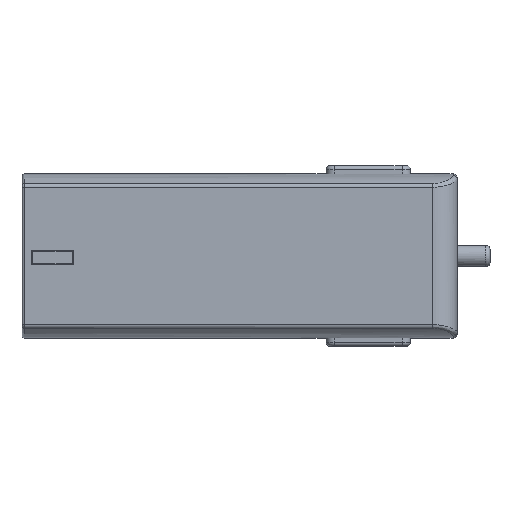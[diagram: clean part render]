
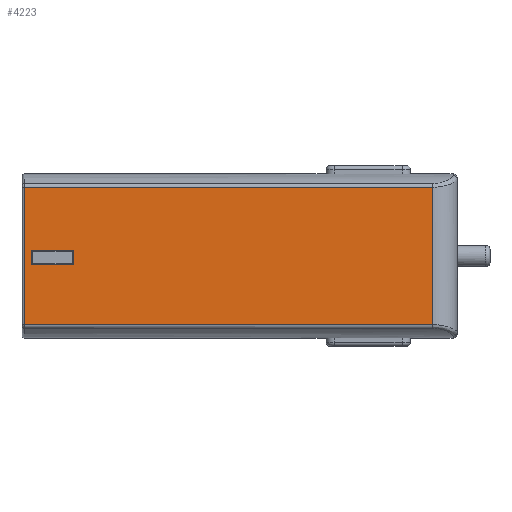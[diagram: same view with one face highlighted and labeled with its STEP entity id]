
A CAD part, top view. The second image highlights one B-rep face of the part: STEP entity #4223.
In plain terms, the highlighted planar face has unit normal (0, 0, 1).
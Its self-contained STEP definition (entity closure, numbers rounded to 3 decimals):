
#3444=CARTESIAN_POINT('Vertex',(0.3,8.367,5.)) ;
#3468=CARTESIAN_POINT('Vertex',(0.3,-8.367,5.)) ;
#3471=CARTESIAN_POINT('Line Origine',(0.3,0.,5.)) ;
#3540=CARTESIAN_POINT('Line Origine',(26.518,8.367,5.)) ;
#3544=CARTESIAN_POINT('Vertex',(50.,8.367,5.)) ;
#3714=CARTESIAN_POINT('Line Origine',(50.,0.,5.)) ;
#3718=CARTESIAN_POINT('Vertex',(50.,-8.367,5.)) ;
#3830=CARTESIAN_POINT('Line Origine',(26.518,-8.367,5.)) ;
#4178=CARTESIAN_POINT('Axis2P3D Location',(0.,-8.66,5.)) ;
#4189=CARTESIAN_POINT('Line Origine',(6.268,-0.23,5.)) ;
#4193=CARTESIAN_POINT('Vertex',(6.268,-1.089,5.)) ;
#4195=CARTESIAN_POINT('Vertex',(6.268,0.628,5.)) ;
#4198=CARTESIAN_POINT('Line Origine',(3.709,-1.089,5.)) ;
#4202=CARTESIAN_POINT('Vertex',(1.151,-1.089,5.)) ;
#4205=CARTESIAN_POINT('Line Origine',(1.151,-0.23,5.)) ;
#4209=CARTESIAN_POINT('Vertex',(1.151,0.628,5.)) ;
#4212=CARTESIAN_POINT('Line Origine',(3.709,0.628,5.)) ;
#3472=DIRECTION('Vector Direction',(0.,1.,0.)) ;
#3541=DIRECTION('Vector Direction',(1.,0.,0.)) ;
#3715=DIRECTION('Vector Direction',(0.,1.,0.)) ;
#3831=DIRECTION('Vector Direction',(-1.,0.,0.)) ;
#4179=DIRECTION('Axis2P3D Direction',(0.,0.,-1.)) ;
#4180=DIRECTION('Axis2P3D XDirection',(0.,1.,0.)) ;
#4190=DIRECTION('Vector Direction',(0.,1.,0.)) ;
#4199=DIRECTION('Vector Direction',(-1.,0.,0.)) ;
#4206=DIRECTION('Vector Direction',(0.,-1.,0.)) ;
#4213=DIRECTION('Vector Direction',(1.,0.,0.)) ;
#4181=AXIS2_PLACEMENT_3D('Plane Axis2P3D',#4178,#4179,#4180) ;
#4184=ORIENTED_EDGE('',*,*,#3475,.T.) ;
#4185=ORIENTED_EDGE('',*,*,#3834,.F.) ;
#4186=ORIENTED_EDGE('',*,*,#3720,.F.) ;
#4187=ORIENTED_EDGE('',*,*,#3546,.F.) ;
#4218=ORIENTED_EDGE('',*,*,#4197,.F.) ;
#4219=ORIENTED_EDGE('',*,*,#4204,.F.) ;
#4220=ORIENTED_EDGE('',*,*,#4211,.F.) ;
#4221=ORIENTED_EDGE('',*,*,#4216,.F.) ;
#4222=FACE_BOUND('',#4217,.T.) ;
#3473=VECTOR('Line Direction',#3472,1.) ;
#3542=VECTOR('Line Direction',#3541,1.) ;
#3716=VECTOR('Line Direction',#3715,1.) ;
#3832=VECTOR('Line Direction',#3831,1.) ;
#4191=VECTOR('Line Direction',#4190,1.) ;
#4200=VECTOR('Line Direction',#4199,1.) ;
#4207=VECTOR('Line Direction',#4206,1.) ;
#4214=VECTOR('Line Direction',#4213,1.) ;
#4223=ADVANCED_FACE('PartBody',(#4188,#4222),#4182,.F.) ;
#3475=EDGE_CURVE('',#3445,#3469,#3474,.F.) ;
#3546=EDGE_CURVE('',#3445,#3545,#3543,.T.) ;
#3720=EDGE_CURVE('',#3545,#3719,#3717,.F.) ;
#3834=EDGE_CURVE('',#3719,#3469,#3833,.T.) ;
#4197=EDGE_CURVE('',#4194,#4196,#4192,.T.) ;
#4204=EDGE_CURVE('',#4203,#4194,#4201,.F.) ;
#4211=EDGE_CURVE('',#4210,#4203,#4208,.T.) ;
#4216=EDGE_CURVE('',#4196,#4210,#4215,.F.) ;
#4183=EDGE_LOOP('',(#4184,#4185,#4186,#4187)) ;
#4217=EDGE_LOOP('',(#4218,#4219,#4220,#4221)) ;
#4188=FACE_OUTER_BOUND('',#4183,.T.) ;
#3474=LINE('Line',#3471,#3473) ;
#3543=LINE('Line',#3540,#3542) ;
#3717=LINE('Line',#3714,#3716) ;
#3833=LINE('Line',#3830,#3832) ;
#4192=LINE('Line',#4189,#4191) ;
#4201=LINE('Line',#4198,#4200) ;
#4208=LINE('Line',#4205,#4207) ;
#4215=LINE('Line',#4212,#4214) ;
#4182=PLANE('Plane',#4181) ;
#3445=VERTEX_POINT('',#3444) ;
#3469=VERTEX_POINT('',#3468) ;
#3545=VERTEX_POINT('',#3544) ;
#3719=VERTEX_POINT('',#3718) ;
#4194=VERTEX_POINT('',#4193) ;
#4196=VERTEX_POINT('',#4195) ;
#4203=VERTEX_POINT('',#4202) ;
#4210=VERTEX_POINT('',#4209) ;
